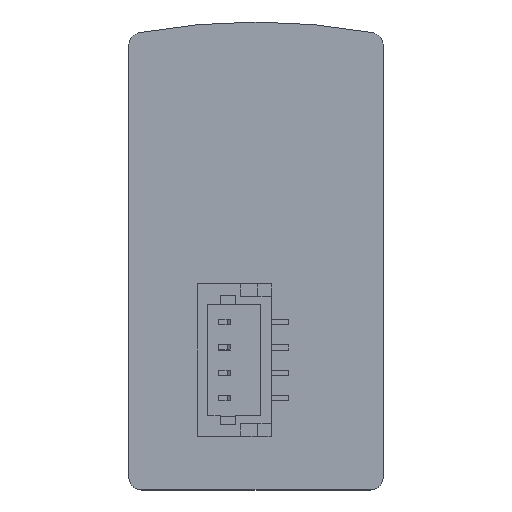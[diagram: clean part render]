
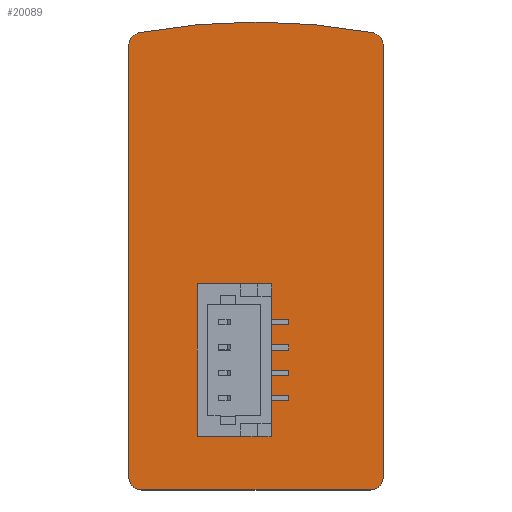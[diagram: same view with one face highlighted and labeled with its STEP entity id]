
A CAD part, top view. The second image highlights one B-rep face of the part: STEP entity #20089.
In plain terms, the highlighted planar face has unit normal (0, 0, 1).
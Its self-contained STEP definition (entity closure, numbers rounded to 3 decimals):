
#19457 = VERTEX_POINT('',#19458);
#19458 = CARTESIAN_POINT('',(-4.646,0.5,1.6));
#19465 = CYLINDRICAL_SURFACE('',#19466,0.5);
#19466 = AXIS2_PLACEMENT_3D('',#19467,#19468,#19469);
#19467 = CARTESIAN_POINT('',(-4.146,0.5,0.));
#19468 = DIRECTION('',(-0.,-0.,-1.));
#19469 = DIRECTION('',(1.,0.,-0.));
#19477 = PLANE('',#19478);
#19478 = AXIS2_PLACEMENT_3D('',#19479,#19480,#19481);
#19479 = CARTESIAN_POINT('',(-4.646,17.49,0.));
#19480 = DIRECTION('',(1.,0.,0.));
#19481 = DIRECTION('',(0.,-1.,0.));
#19489 = EDGE_CURVE('',#19457,#19490,#19492,.T.);
#19490 = VERTEX_POINT('',#19491);
#19491 = CARTESIAN_POINT('',(-4.146,0.,1.6));
#19492 = SURFACE_CURVE('',#19493,(#19498,#19505),.PCURVE_S1.);
#19493 = CIRCLE('',#19494,0.5);
#19494 = AXIS2_PLACEMENT_3D('',#19495,#19496,#19497);
#19495 = CARTESIAN_POINT('',(-4.146,0.5,1.6));
#19496 = DIRECTION('',(0.,0.,1.));
#19497 = DIRECTION('',(1.,0.,-0.));
#19498 = PCURVE('',#19465,#19499);
#19499 = DEFINITIONAL_REPRESENTATION('',(#19500),#19504);
#19500 = LINE('',#19501,#19502);
#19501 = CARTESIAN_POINT('',(-0.,-1.6));
#19502 = VECTOR('',#19503,1.);
#19503 = DIRECTION('',(-1.,0.));
#19504 = ( GEOMETRIC_REPRESENTATION_CONTEXT(2) 
PARAMETRIC_REPRESENTATION_CONTEXT() REPRESENTATION_CONTEXT('2D SPACE',''
  ) );
#19505 = PCURVE('',#19506,#19511);
#19506 = PLANE('',#19507);
#19507 = AXIS2_PLACEMENT_3D('',#19508,#19509,#19510);
#19508 = CARTESIAN_POINT('',(0.354,9.043,1.6));
#19509 = DIRECTION('',(0.,0.,1.));
#19510 = DIRECTION('',(1.,0.,-0.));
#19511 = DEFINITIONAL_REPRESENTATION('',(#19512),#19516);
#19512 = CIRCLE('',#19513,0.5);
#19513 = AXIS2_PLACEMENT_2D('',#19514,#19515);
#19514 = CARTESIAN_POINT('',(-4.5,-8.543));
#19515 = DIRECTION('',(1.,0.));
#19516 = ( GEOMETRIC_REPRESENTATION_CONTEXT(2) 
PARAMETRIC_REPRESENTATION_CONTEXT() REPRESENTATION_CONTEXT('2D SPACE',''
  ) );
#19534 = PLANE('',#19535);
#19535 = AXIS2_PLACEMENT_3D('',#19536,#19537,#19538);
#19536 = CARTESIAN_POINT('',(-4.146,0.,0.));
#19537 = DIRECTION('',(0.,1.,0.));
#19538 = DIRECTION('',(1.,0.,0.));
#19577 = EDGE_CURVE('',#19490,#19578,#19580,.T.);
#19578 = VERTEX_POINT('',#19579);
#19579 = CARTESIAN_POINT('',(4.854,0.,1.6));
#19580 = SURFACE_CURVE('',#19581,(#19585,#19592),.PCURVE_S1.);
#19581 = LINE('',#19582,#19583);
#19582 = CARTESIAN_POINT('',(-4.146,0.,1.6));
#19583 = VECTOR('',#19584,1.);
#19584 = DIRECTION('',(1.,0.,0.));
#19585 = PCURVE('',#19534,#19586);
#19586 = DEFINITIONAL_REPRESENTATION('',(#19587),#19591);
#19587 = LINE('',#19588,#19589);
#19588 = CARTESIAN_POINT('',(0.,-1.6));
#19589 = VECTOR('',#19590,1.);
#19590 = DIRECTION('',(1.,0.));
#19591 = ( GEOMETRIC_REPRESENTATION_CONTEXT(2) 
PARAMETRIC_REPRESENTATION_CONTEXT() REPRESENTATION_CONTEXT('2D SPACE',''
  ) );
#19592 = PCURVE('',#19506,#19593);
#19593 = DEFINITIONAL_REPRESENTATION('',(#19594),#19598);
#19594 = LINE('',#19595,#19596);
#19595 = CARTESIAN_POINT('',(-4.5,-9.043));
#19596 = VECTOR('',#19597,1.);
#19597 = DIRECTION('',(1.,0.));
#19598 = ( GEOMETRIC_REPRESENTATION_CONTEXT(2) 
PARAMETRIC_REPRESENTATION_CONTEXT() REPRESENTATION_CONTEXT('2D SPACE',''
  ) );
#19616 = CYLINDRICAL_SURFACE('',#19617,0.5);
#19617 = AXIS2_PLACEMENT_3D('',#19618,#19619,#19620);
#19618 = CARTESIAN_POINT('',(4.854,0.5,0.));
#19619 = DIRECTION('',(-0.,-0.,-1.));
#19620 = DIRECTION('',(1.,0.,-0.));
#19653 = EDGE_CURVE('',#19578,#19654,#19656,.T.);
#19654 = VERTEX_POINT('',#19655);
#19655 = CARTESIAN_POINT('',(5.354,0.5,1.6));
#19656 = SURFACE_CURVE('',#19657,(#19662,#19669),.PCURVE_S1.);
#19657 = CIRCLE('',#19658,0.5);
#19658 = AXIS2_PLACEMENT_3D('',#19659,#19660,#19661);
#19659 = CARTESIAN_POINT('',(4.854,0.5,1.6));
#19660 = DIRECTION('',(0.,0.,1.));
#19661 = DIRECTION('',(1.,0.,-0.));
#19662 = PCURVE('',#19616,#19663);
#19663 = DEFINITIONAL_REPRESENTATION('',(#19664),#19668);
#19664 = LINE('',#19665,#19666);
#19665 = CARTESIAN_POINT('',(-0.,-1.6));
#19666 = VECTOR('',#19667,1.);
#19667 = DIRECTION('',(-1.,0.));
#19668 = ( GEOMETRIC_REPRESENTATION_CONTEXT(2) 
PARAMETRIC_REPRESENTATION_CONTEXT() REPRESENTATION_CONTEXT('2D SPACE',''
  ) );
#19669 = PCURVE('',#19506,#19670);
#19670 = DEFINITIONAL_REPRESENTATION('',(#19671),#19675);
#19671 = CIRCLE('',#19672,0.5);
#19672 = AXIS2_PLACEMENT_2D('',#19673,#19674);
#19673 = CARTESIAN_POINT('',(4.5,-8.543));
#19674 = DIRECTION('',(1.,0.));
#19675 = ( GEOMETRIC_REPRESENTATION_CONTEXT(2) 
PARAMETRIC_REPRESENTATION_CONTEXT() REPRESENTATION_CONTEXT('2D SPACE',''
  ) );
#19693 = PLANE('',#19694);
#19694 = AXIS2_PLACEMENT_3D('',#19695,#19696,#19697);
#19695 = CARTESIAN_POINT('',(5.354,0.5,0.));
#19696 = DIRECTION('',(-1.,0.,0.));
#19697 = DIRECTION('',(0.,1.,0.));
#19731 = EDGE_CURVE('',#19654,#19732,#19734,.T.);
#19732 = VERTEX_POINT('',#19733);
#19733 = CARTESIAN_POINT('',(5.354,17.49,1.6));
#19734 = SURFACE_CURVE('',#19735,(#19739,#19746),.PCURVE_S1.);
#19735 = LINE('',#19736,#19737);
#19736 = CARTESIAN_POINT('',(5.354,0.5,1.6));
#19737 = VECTOR('',#19738,1.);
#19738 = DIRECTION('',(0.,1.,0.));
#19739 = PCURVE('',#19693,#19740);
#19740 = DEFINITIONAL_REPRESENTATION('',(#19741),#19745);
#19741 = LINE('',#19742,#19743);
#19742 = CARTESIAN_POINT('',(0.,-1.6));
#19743 = VECTOR('',#19744,1.);
#19744 = DIRECTION('',(1.,0.));
#19745 = ( GEOMETRIC_REPRESENTATION_CONTEXT(2) 
PARAMETRIC_REPRESENTATION_CONTEXT() REPRESENTATION_CONTEXT('2D SPACE',''
  ) );
#19746 = PCURVE('',#19506,#19747);
#19747 = DEFINITIONAL_REPRESENTATION('',(#19748),#19752);
#19748 = LINE('',#19749,#19750);
#19749 = CARTESIAN_POINT('',(5.,-8.543));
#19750 = VECTOR('',#19751,1.);
#19751 = DIRECTION('',(0.,1.));
#19752 = ( GEOMETRIC_REPRESENTATION_CONTEXT(2) 
PARAMETRIC_REPRESENTATION_CONTEXT() REPRESENTATION_CONTEXT('2D SPACE',''
  ) );
#19770 = CYLINDRICAL_SURFACE('',#19771,0.5);
#19771 = AXIS2_PLACEMENT_3D('',#19772,#19773,#19774);
#19772 = CARTESIAN_POINT('',(4.854,17.49,0.));
#19773 = DIRECTION('',(-0.,-0.,-1.));
#19774 = DIRECTION('',(1.,0.,-0.));
#19807 = EDGE_CURVE('',#19732,#19808,#19810,.T.);
#19808 = VERTEX_POINT('',#19809);
#19809 = CARTESIAN_POINT('',(4.944,17.982,1.6));
#19810 = SURFACE_CURVE('',#19811,(#19816,#19823),.PCURVE_S1.);
#19811 = CIRCLE('',#19812,0.5);
#19812 = AXIS2_PLACEMENT_3D('',#19813,#19814,#19815);
#19813 = CARTESIAN_POINT('',(4.854,17.49,1.6));
#19814 = DIRECTION('',(0.,0.,1.));
#19815 = DIRECTION('',(1.,0.,-0.));
#19816 = PCURVE('',#19770,#19817);
#19817 = DEFINITIONAL_REPRESENTATION('',(#19818),#19822);
#19818 = LINE('',#19819,#19820);
#19819 = CARTESIAN_POINT('',(-0.,-1.6));
#19820 = VECTOR('',#19821,1.);
#19821 = DIRECTION('',(-1.,0.));
#19822 = ( GEOMETRIC_REPRESENTATION_CONTEXT(2) 
PARAMETRIC_REPRESENTATION_CONTEXT() REPRESENTATION_CONTEXT('2D SPACE',''
  ) );
#19823 = PCURVE('',#19506,#19824);
#19824 = DEFINITIONAL_REPRESENTATION('',(#19825),#19829);
#19825 = CIRCLE('',#19826,0.5);
#19826 = AXIS2_PLACEMENT_2D('',#19827,#19828);
#19827 = CARTESIAN_POINT('',(4.5,8.447));
#19828 = DIRECTION('',(1.,0.));
#19829 = ( GEOMETRIC_REPRESENTATION_CONTEXT(2) 
PARAMETRIC_REPRESENTATION_CONTEXT() REPRESENTATION_CONTEXT('2D SPACE',''
  ) );
#19847 = CYLINDRICAL_SURFACE('',#19848,25.4);
#19848 = AXIS2_PLACEMENT_3D('',#19849,#19850,#19851);
#19849 = CARTESIAN_POINT('',(0.354,-7.,0.));
#19850 = DIRECTION('',(-0.,-0.,-1.));
#19851 = DIRECTION('',(1.,0.,-0.));
#19885 = EDGE_CURVE('',#19808,#19886,#19888,.T.);
#19886 = VERTEX_POINT('',#19887);
#19887 = CARTESIAN_POINT('',(-4.237,17.982,1.6));
#19888 = SURFACE_CURVE('',#19889,(#19894,#19901),.PCURVE_S1.);
#19889 = CIRCLE('',#19890,25.4);
#19890 = AXIS2_PLACEMENT_3D('',#19891,#19892,#19893);
#19891 = CARTESIAN_POINT('',(0.354,-7.,1.6));
#19892 = DIRECTION('',(0.,0.,1.));
#19893 = DIRECTION('',(1.,0.,-0.));
#19894 = PCURVE('',#19847,#19895);
#19895 = DEFINITIONAL_REPRESENTATION('',(#19896),#19900);
#19896 = LINE('',#19897,#19898);
#19897 = CARTESIAN_POINT('',(-0.,-1.6));
#19898 = VECTOR('',#19899,1.);
#19899 = DIRECTION('',(-1.,0.));
#19900 = ( GEOMETRIC_REPRESENTATION_CONTEXT(2) 
PARAMETRIC_REPRESENTATION_CONTEXT() REPRESENTATION_CONTEXT('2D SPACE',''
  ) );
#19901 = PCURVE('',#19506,#19902);
#19902 = DEFINITIONAL_REPRESENTATION('',(#19903),#19907);
#19903 = CIRCLE('',#19904,25.4);
#19904 = AXIS2_PLACEMENT_2D('',#19905,#19906);
#19905 = CARTESIAN_POINT('',(0.,-16.043));
#19906 = DIRECTION('',(1.,0.));
#19907 = ( GEOMETRIC_REPRESENTATION_CONTEXT(2) 
PARAMETRIC_REPRESENTATION_CONTEXT() REPRESENTATION_CONTEXT('2D SPACE',''
  ) );
#19925 = CYLINDRICAL_SURFACE('',#19926,0.5);
#19926 = AXIS2_PLACEMENT_3D('',#19927,#19928,#19929);
#19927 = CARTESIAN_POINT('',(-4.146,17.49,0.));
#19928 = DIRECTION('',(-0.,-0.,-1.));
#19929 = DIRECTION('',(1.,0.,-0.));
#19963 = EDGE_CURVE('',#19886,#19964,#19966,.T.);
#19964 = VERTEX_POINT('',#19965);
#19965 = CARTESIAN_POINT('',(-4.646,17.49,1.6));
#19966 = SURFACE_CURVE('',#19967,(#19972,#19979),.PCURVE_S1.);
#19967 = CIRCLE('',#19968,0.5);
#19968 = AXIS2_PLACEMENT_3D('',#19969,#19970,#19971);
#19969 = CARTESIAN_POINT('',(-4.146,17.49,1.6));
#19970 = DIRECTION('',(0.,0.,1.));
#19971 = DIRECTION('',(1.,0.,-0.));
#19972 = PCURVE('',#19925,#19973);
#19973 = DEFINITIONAL_REPRESENTATION('',(#19974),#19978);
#19974 = LINE('',#19975,#19976);
#19975 = CARTESIAN_POINT('',(-0.,-1.6));
#19976 = VECTOR('',#19977,1.);
#19977 = DIRECTION('',(-1.,0.));
#19978 = ( GEOMETRIC_REPRESENTATION_CONTEXT(2) 
PARAMETRIC_REPRESENTATION_CONTEXT() REPRESENTATION_CONTEXT('2D SPACE',''
  ) );
#19979 = PCURVE('',#19506,#19980);
#19980 = DEFINITIONAL_REPRESENTATION('',(#19981),#19985);
#19981 = CIRCLE('',#19982,0.5);
#19982 = AXIS2_PLACEMENT_2D('',#19983,#19984);
#19983 = CARTESIAN_POINT('',(-4.5,8.447));
#19984 = DIRECTION('',(1.,0.));
#19985 = ( GEOMETRIC_REPRESENTATION_CONTEXT(2) 
PARAMETRIC_REPRESENTATION_CONTEXT() REPRESENTATION_CONTEXT('2D SPACE',''
  ) );
#20036 = EDGE_CURVE('',#19964,#19457,#20037,.T.);
#20037 = SURFACE_CURVE('',#20038,(#20042,#20049),.PCURVE_S1.);
#20038 = LINE('',#20039,#20040);
#20039 = CARTESIAN_POINT('',(-4.646,17.49,1.6));
#20040 = VECTOR('',#20041,1.);
#20041 = DIRECTION('',(0.,-1.,0.));
#20042 = PCURVE('',#19477,#20043);
#20043 = DEFINITIONAL_REPRESENTATION('',(#20044),#20048);
#20044 = LINE('',#20045,#20046);
#20045 = CARTESIAN_POINT('',(0.,-1.6));
#20046 = VECTOR('',#20047,1.);
#20047 = DIRECTION('',(1.,0.));
#20048 = ( GEOMETRIC_REPRESENTATION_CONTEXT(2) 
PARAMETRIC_REPRESENTATION_CONTEXT() REPRESENTATION_CONTEXT('2D SPACE',''
  ) );
#20049 = PCURVE('',#19506,#20050);
#20050 = DEFINITIONAL_REPRESENTATION('',(#20051),#20055);
#20051 = LINE('',#20052,#20053);
#20052 = CARTESIAN_POINT('',(-5.,8.447));
#20053 = VECTOR('',#20054,1.);
#20054 = DIRECTION('',(0.,-1.));
#20055 = ( GEOMETRIC_REPRESENTATION_CONTEXT(2) 
PARAMETRIC_REPRESENTATION_CONTEXT() REPRESENTATION_CONTEXT('2D SPACE',''
  ) );
#20089 = ADVANCED_FACE('',(#20090),#19506,.T.);
#20090 = FACE_BOUND('',#20091,.T.);
#20091 = EDGE_LOOP('',(#20092,#20093,#20094,#20095,#20096,#20097,#20098,
    #20099));
#20092 = ORIENTED_EDGE('',*,*,#19489,.T.);
#20093 = ORIENTED_EDGE('',*,*,#19577,.T.);
#20094 = ORIENTED_EDGE('',*,*,#19653,.T.);
#20095 = ORIENTED_EDGE('',*,*,#19731,.T.);
#20096 = ORIENTED_EDGE('',*,*,#19807,.T.);
#20097 = ORIENTED_EDGE('',*,*,#19885,.T.);
#20098 = ORIENTED_EDGE('',*,*,#19963,.T.);
#20099 = ORIENTED_EDGE('',*,*,#20036,.T.);
